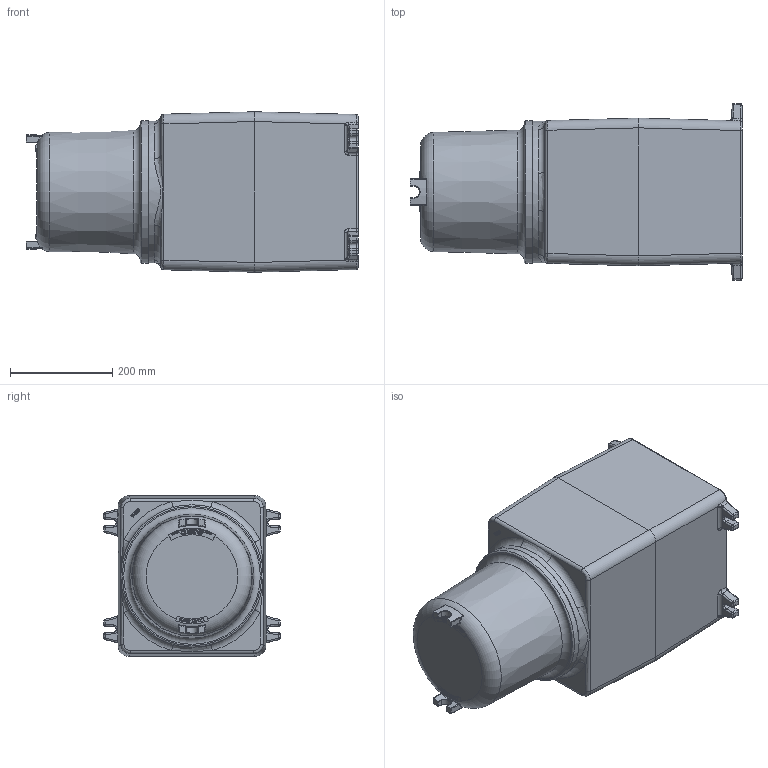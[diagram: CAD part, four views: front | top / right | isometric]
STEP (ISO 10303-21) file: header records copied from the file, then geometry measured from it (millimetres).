
FILE_DESCRIPTION(/* description */ ('GRHA BOX WITH 8GRHAD DOME COVER '),/* implementation_level */ '2;1');
FILE_NAME(/* name */ 'KIL_8GRHA.stp',/* time_stamp */ '2017-12-20T20:23:09+06:00',/* author */ ('ypadmaraja'),/* organization */ (''),/* preprocessor_version */ 'ST-DEVELOPER v16.13',/* originating_system */ 'Autodesk Inventor 2018',/* authorisation */ '');
FILE_SCHEMA (('AUTOMOTIVE_DESIGN { 1 0 10303 214 3 1 1 }'));
Products named in the file (3): 8GRHA; 17817; 17814
Assembly tree (2 placements, depth 2):
  8GRHA
    17817
    17814
Bounding box: 650.88 x 346.07 x 314.4 mm (x, y, z)
Volume: 14696416.2 mm3; surface area: 1498321.3 mm2
Topology: 2 solids, 2 shells, 1718 faces, 4387 edges, 2782 vertices
Faces by surface type: plane 842, bspline 539, cylinder 239, torus 43, sphere 40, cone 15
Full cylindrical faces by diameter (mm): 2.184 x8, 3.683 x1, 239.712 x1, 255.587 x1, 261.925 x1, 277.812 x1, 279.4 x1
Entity records: 69486 total; most frequent: CARTESIAN_POINT 31033, ORIENTED_EDGE 8642, DIRECTION 6391, EDGE_CURVE 4321, VERTEX_POINT 2761, LINE 2703, VECTOR 2703, EDGE_LOOP 1872
